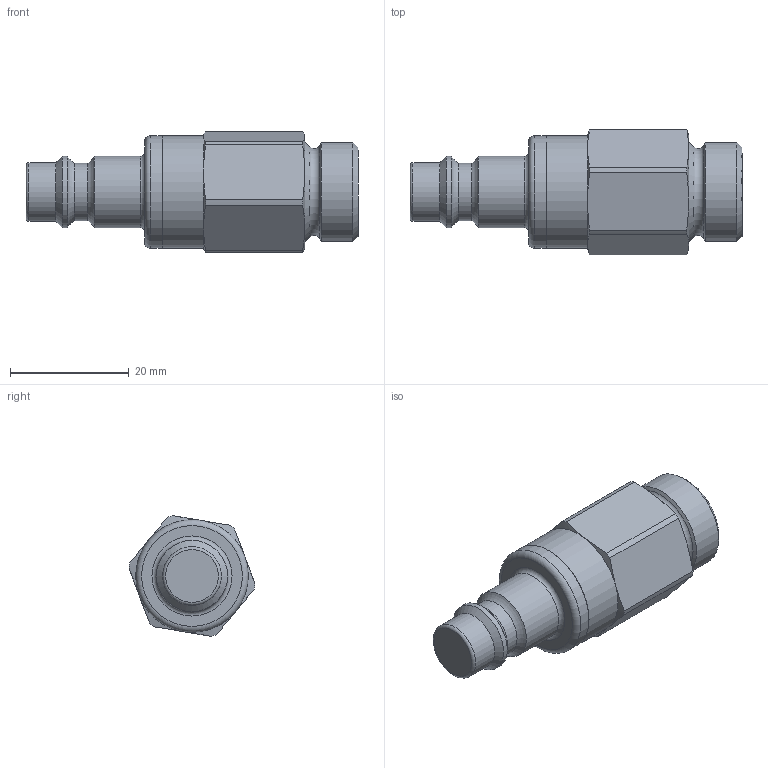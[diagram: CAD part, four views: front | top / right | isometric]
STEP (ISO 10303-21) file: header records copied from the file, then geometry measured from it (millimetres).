
FILE_DESCRIPTION((''),'2;1');
FILE_NAME('25SLAW17EVX.stp','2014-10-10T13:57:00',('SSC01480'),(''),'Autodesk Inventor 2013','Autodesk Inventor 2013','');
FILE_SCHEMA(('AUTOMOTIVE_DESIGN { 1 0 10303 214 1 1 1 1 }'));
Length unit declared in the file: millimetre
Products named in the file (1): D112165
Bounding box: 56 x 21.24 x 20.37 mm (x, y, z)
Volume: 10552.2 mm3; surface area: 5951.5 mm2
Topology: 1 solids, 5 shells, 63 faces, 134 edges, 81 vertices
Faces by surface type: cylinder 20, cone 19, plane 16, torus 8
Full cylindrical faces by diameter (mm): 7.85 x1, 9.5 x1, 9.75 x1, 9.9 x1, 12 x2, 14 x1, 14.5 x1, 15.1 x1, 16 x2, 16.662 x1, 18.95 x1, 19 x1
Entity records: 1525 total; most frequent: CARTESIAN_POINT 264, DIRECTION 262, ORIENTED_EDGE 182, AXIS2_PLACEMENT_3D 125, EDGE_LOOP 106, EDGE_CURVE 91, VERTEX_POINT 73, FACE_OUTER_BOUND 63
